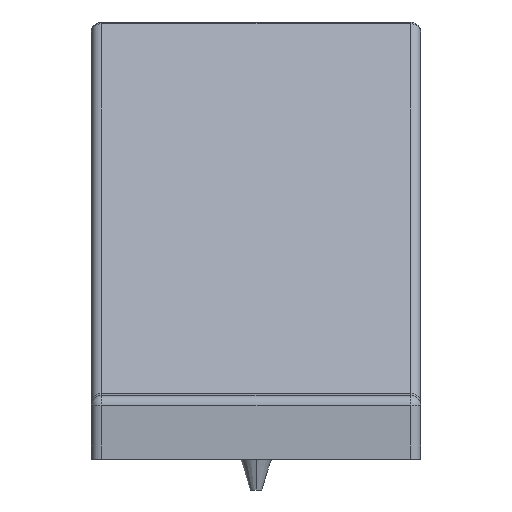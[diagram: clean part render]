
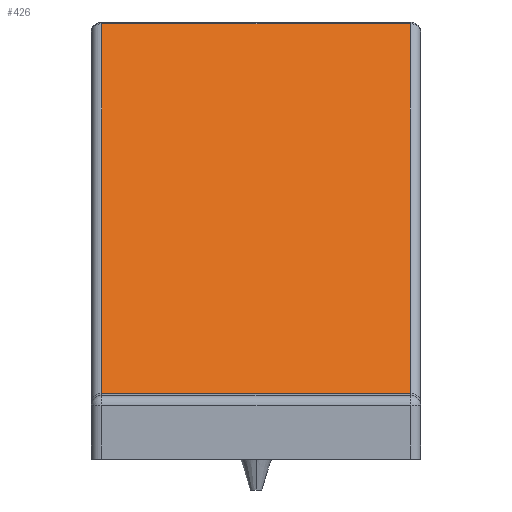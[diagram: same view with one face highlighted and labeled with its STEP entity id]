
A CAD part, front view. The second image highlights one B-rep face of the part: STEP entity #426.
In plain terms, the highlighted planar face has unit normal (0, -0.574, 0.819).
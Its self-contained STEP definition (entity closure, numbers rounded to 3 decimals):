
#31 = VECTOR ( 'NONE', #486, 1000. ) ;
#34 = FACE_OUTER_BOUND ( 'NONE', #558, .T. ) ;
#54 = CARTESIAN_POINT ( 'NONE',  ( -7.5, 16.613, 21.149 ) ) ;
#80 = ORIENTED_EDGE ( 'NONE', *, *, #149, .T. ) ;
#98 = CARTESIAN_POINT ( 'NONE',  ( 7.5, -9.034, 3.19 ) ) ;
#105 = CARTESIAN_POINT ( 'NONE',  ( 7.5, -9.164, 3.1 ) ) ;
#143 = EDGE_CURVE ( 'NONE', #157, #789, #650, .T. ) ;
#148 = DIRECTION ( 'NONE',  ( 0., 0.819, 0.574 ) ) ;
#149 = EDGE_CURVE ( 'NONE', #789, #1177, #454, .T. ) ;
#157 = VERTEX_POINT ( 'NONE', #54 ) ;
#175 = DIRECTION ( 'NONE',  ( 1., 0., 0. ) ) ;
#218 = ORIENTED_EDGE ( 'NONE', *, *, #824, .T. ) ;
#242 = PLANE ( 'NONE',  #523 ) ;
#288 = CARTESIAN_POINT ( 'NONE',  ( 7.5, 16.613, 21.149 ) ) ;
#301 = ORIENTED_EDGE ( 'NONE', *, *, #143, .T. ) ;
#336 = VECTOR ( 'NONE', #175, 1000. ) ;
#426 = ADVANCED_FACE ( 'NONE', ( #34 ), #242, .F. ) ;
#454 = LINE ( 'NONE', #948, #336 ) ;
#459 = VERTEX_POINT ( 'NONE', #288 ) ;
#486 = DIRECTION ( 'NONE',  ( -1., 0., 0. ) ) ;
#523 = AXIS2_PLACEMENT_3D ( 'NONE', #639, #1024, #148 ) ;
#528 = EDGE_CURVE ( 'NONE', #1177, #459, #1166, .T. ) ;
#558 = EDGE_LOOP ( 'NONE', ( #1100, #218, #301, #80 ) ) ;
#639 = CARTESIAN_POINT ( 'NONE',  ( 8., -9.164, 3.1 ) ) ;
#650 = LINE ( 'NONE', #743, #890 ) ;
#674 = LINE ( 'NONE', #963, #31 ) ;
#679 = CARTESIAN_POINT ( 'NONE',  ( -7.5, -9.034, 3.19 ) ) ;
#743 = CARTESIAN_POINT ( 'NONE',  ( -7.5, -9.164, 3.1 ) ) ;
#789 = VERTEX_POINT ( 'NONE', #679 ) ;
#795 = DIRECTION ( 'NONE',  ( 0., 0.819, 0.574 ) ) ;
#824 = EDGE_CURVE ( 'NONE', #459, #157, #674, .T. ) ;
#890 = VECTOR ( 'NONE', #1036, 1000. ) ;
#903 = VECTOR ( 'NONE', #795, 1000. ) ;
#948 = CARTESIAN_POINT ( 'NONE',  ( 8., -9.034, 3.19 ) ) ;
#963 = CARTESIAN_POINT ( 'NONE',  ( 8., 16.613, 21.149 ) ) ;
#1024 = DIRECTION ( 'NONE',  ( 0., 0.574, -0.819 ) ) ;
#1036 = DIRECTION ( 'NONE',  ( 0., -0.819, -0.574 ) ) ;
#1100 = ORIENTED_EDGE ( 'NONE', *, *, #528, .T. ) ;
#1166 = LINE ( 'NONE', #105, #903 ) ;
#1177 = VERTEX_POINT ( 'NONE', #98 ) ;
